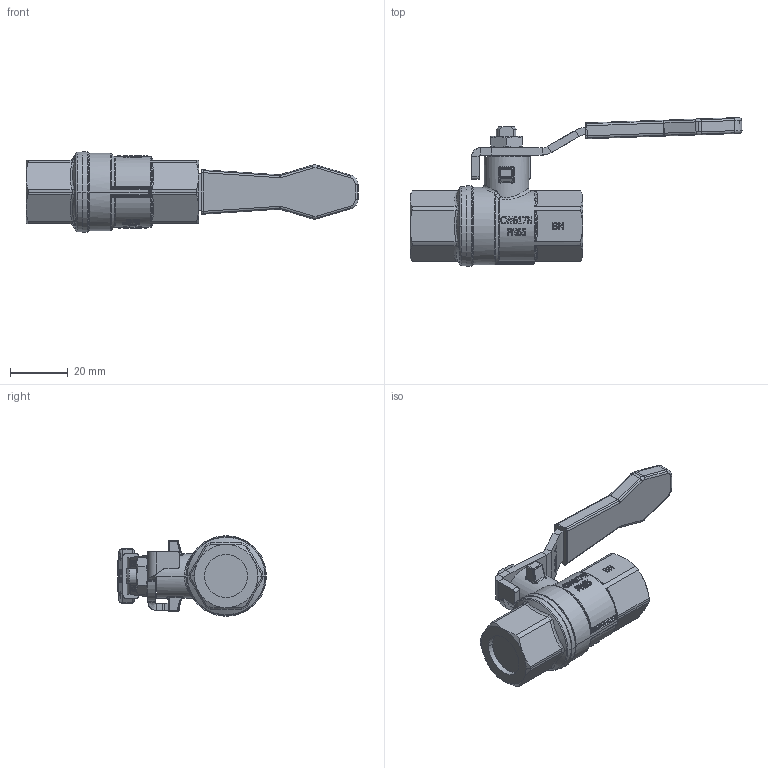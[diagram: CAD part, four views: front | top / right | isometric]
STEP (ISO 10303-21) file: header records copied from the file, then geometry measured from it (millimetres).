
FILE_DESCRIPTION(('STEP AP214'),'1');
FILE_NAME('valve_960-3_8.stp','2018-06-14T14:56:00',('TraceParts'),('TraceParts S.A.'),'Spatial InterOp 3D',' ',' ');
FILE_SCHEMA(('automotive_design'));
Length unit declared in the file: millimetre
Products named in the file (1): valve_960-3_8
Bounding box: 115.41 x 51.73 x 28 mm (x, y, z)
Volume: 36410.6 mm3; surface area: 10915.2 mm2
Topology: 1 solids, 3 shells, 1456 faces, 3853 edges, 2507 vertices
Faces by surface type: bspline 575, plane 574, cylinder 211, torus 46, cone 38, sphere 12
Entity records: 65887 total; most frequent: CARTESIAN_POINT 21890, ORIENTED_EDGE 7682, DIRECTION 4973, EDGE_CURVE 3841, VERTEX_POINT 2507, LINE 1949, VECTOR 1949, EDGE_LOOP 1574
